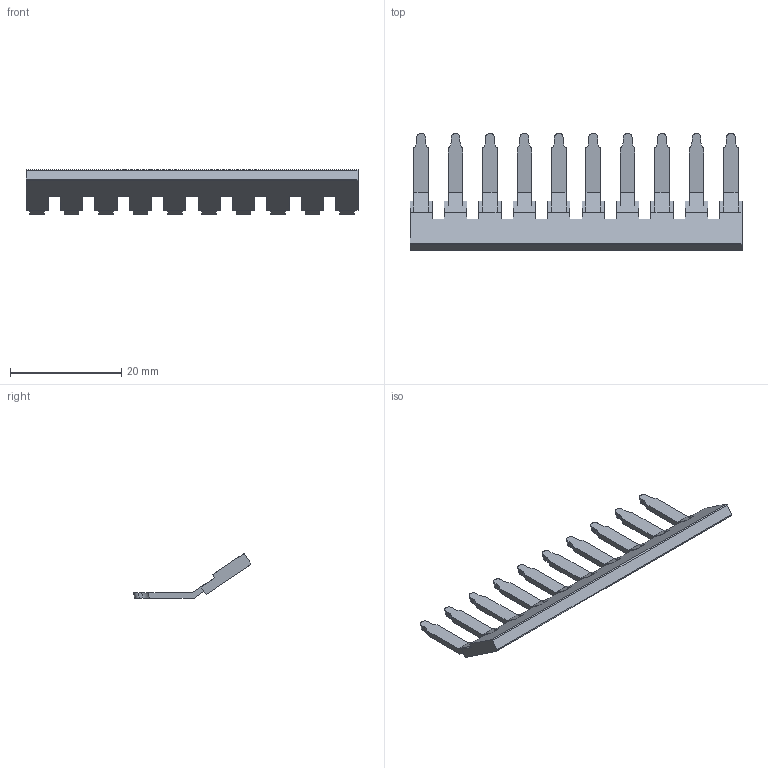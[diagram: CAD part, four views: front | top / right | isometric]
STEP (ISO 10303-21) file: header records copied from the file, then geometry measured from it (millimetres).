
FILE_DESCRIPTION(('Creo Elements/Direct Modeling STEP Export'),'2;1');
FILE_NAME('model.stp','2021-03-01T 8:49:03',(''),(''),'Creo Elements/Direct Modeling STEP processor for AP214 (Solid Model)','Creo Elements/Direct Modeling 20.1D 10-Oct-2020 (C) Parametric Technology GmbH','');
FILE_SCHEMA(('AUTOMOTIVE_DESIGN { 1 0 10303 214 1 1 1 1 }'));
Length unit declared in the file: millimetre
Products named in the file (2): EB_10_6_OG-select
Assembly tree (1 placements, depth 2):
  EB_10_6_OG-select
    EB_10_6_OG-select
Bounding box: 59.8 x 21.17 x 7.98 mm (x, y, z)
Volume: 1374 mm3; surface area: 2299.8 mm2
Topology: 1 solids, 1 shells, 184 faces, 546 edges, 364 vertices
Faces by surface type: plane 152, cylinder 32
Entity records: 7412 total; most frequent: ORIENTED_EDGE 1092, CARTESIAN_POINT 1053, DIRECTION 912, EDGE_CURVE 546, VECTOR 466, LINE 466, VERTEX_POINT 364, AXIS2_PLACEMENT_3D 223
